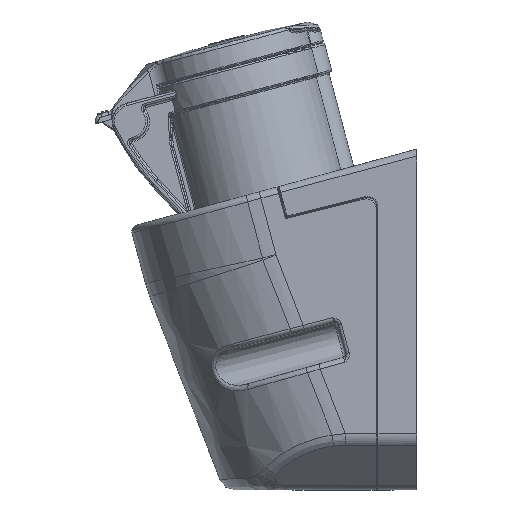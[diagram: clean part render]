
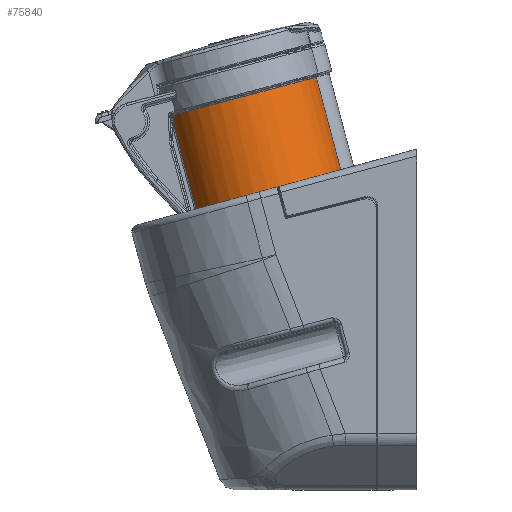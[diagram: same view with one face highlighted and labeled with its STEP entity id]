
A CAD part, left-side view. The second image highlights one B-rep face of the part: STEP entity #75840.
In plain terms, the highlighted cylindrical face has radius 24.05 mm (diameter 48.1 mm), a partial arc.
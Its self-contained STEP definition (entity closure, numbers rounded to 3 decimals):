
#117 = CARTESIAN_POINT ( 'NONE',  ( -9.778, 73.771, 7.893 ) ) ;
#874 = DIRECTION ( 'NONE',  ( 0., -0.255, -0.967 ) ) ;
#1641 = VERTEX_POINT ( 'NONE', #73177 ) ;
#1828 = VERTEX_POINT ( 'NONE', #66952 ) ;
#4051 = DIRECTION ( 'NONE',  ( 0., 0.967, -0.255 ) ) ;
#4196 = ORIENTED_EDGE ( 'NONE', *, *, #83423, .T. ) ;
#4782 = DIRECTION ( 'NONE',  ( 0., -0.255, -0.967 ) ) ;
#5306 = ORIENTED_EDGE ( 'NONE', *, *, #69712, .T. ) ;
#6469 = CARTESIAN_POINT ( 'NONE',  ( -11.407, 73.502, 10.004 ) ) ;
#6767 = AXIS2_PLACEMENT_3D ( 'NONE', #87375, #45781, #4051 ) ;
#7230 = B_SPLINE_CURVE_WITH_KNOTS ( 'NONE', 3,
 ( #75310, #47926, #61958, #20074, #68921, #27150, #75932, #34160, #82852, #41195, #89812, #48216, #6469, #55245, #13375, #62247, #20377, #69223, #27435, #76222, #34457, #83154 ),
 .UNSPECIFIED., .F., .F.,
 ( 4, 1, 1, 2, 2, 2, 2, 2, 2, 2, 2, 4 ),
 ( 0., 0.125, 0.188, 0.219, 0.25, 0.375, 0.438, 0.5, 0.625, 0.688, 0.75, 1. ),
 .UNSPECIFIED. ) ;
#10299 = CARTESIAN_POINT ( 'NONE',  ( -9.66, 73.73, 7.531 ) ) ;
#12083 = CARTESIAN_POINT ( 'NONE',  ( -13.867, 72.147, 10.808 ) ) ;
#13375 = CARTESIAN_POINT ( 'NONE',  ( -11.087, 73.616, 9.771 ) ) ;
#14336 = EDGE_CURVE ( 'NONE', #1828, #52371, #61615, .T. ) ;
#16887 = CARTESIAN_POINT ( 'NONE',  ( 0., 45.275, -13.947 ) ) ;
#17370 = CARTESIAN_POINT ( 'NONE',  ( -14.3, 71.839, 10.897 ) ) ;
#17500 = EDGE_CURVE ( 'NONE', #1641, #89408, #50163, .T. ) ;
#18356 = CARTESIAN_POINT ( 'NONE',  ( 0., 69.809, 78.912 ) ) ;
#18584 = CARTESIAN_POINT ( 'NONE',  ( -9.6, 73.563, 6.797 ) ) ;
#18933 = CARTESIAN_POINT ( 'NONE',  ( -12.969, 72.719, 10.64 ) ) ;
#19945 = CARTESIAN_POINT ( 'NONE',  ( -13.423, 72.44, 10.722 ) ) ;
#20074 = CARTESIAN_POINT ( 'NONE',  ( -12.382, 73.056, 10.488 ) ) ;
#20377 = CARTESIAN_POINT ( 'NONE',  ( -10.851, 73.685, 9.562 ) ) ;
#21856 = AXIS2_PLACEMENT_3D ( 'NONE', #16887, #65737, #23917 ) ;
#23252 = AXIS2_PLACEMENT_3D ( 'NONE', #18356, #4782, #88114 ) ;
#23917 = DIRECTION ( 'NONE',  ( 0., -0.967, 0.255 ) ) ;
#24283 = CARTESIAN_POINT ( 'NONE',  ( -9.6, 73.563, 6.797 ) ) ;
#25843 = CARTESIAN_POINT ( 'NONE',  ( -14.3, 71.839, 10.897 ) ) ;
#26396 = VERTEX_POINT ( 'NONE', #49090 ) ;
#27150 = CARTESIAN_POINT ( 'NONE',  ( -12.211, 73.144, 10.424 ) ) ;
#27435 = CARTESIAN_POINT ( 'NONE',  ( -10.683, 73.728, 9.395 ) ) ;
#27773 = CARTESIAN_POINT ( 'NONE',  ( -10.062, 73.811, 8.546 ) ) ;
#32356 = LINE ( 'NONE', #33451, #65106 ) ;
#32432 = CIRCLE ( 'NONE', #21856, 24.05 ) ;
#32806 = EDGE_LOOP ( 'NONE', ( #4196, #61736, #84808, #68904, #5306, #58217, #73131, #41742, #37817 ) ) ;
#33238 = VERTEX_POINT ( 'NONE', #25843 ) ;
#33451 = CARTESIAN_POINT ( 'NONE',  ( -9.6, 91.128, 73.279 ) ) ;
#34160 = CARTESIAN_POINT ( 'NONE',  ( -12.004, 73.247, 10.339 ) ) ;
#34457 = CARTESIAN_POINT ( 'NONE',  ( -10.218, 73.812, 8.831 ) ) ;
#34781 = CARTESIAN_POINT ( 'NONE',  ( -9.968, 73.798, 8.325 ) ) ;
#37817 = ORIENTED_EDGE ( 'NONE', *, *, #70280, .T. ) ;
#38173 = CARTESIAN_POINT ( 'NONE',  ( -14.3, 71.838, 10.892 ) ) ;
#39598 = DIRECTION ( 'NONE',  ( 0., -0.255, -0.967 ) ) ;
#41195 = CARTESIAN_POINT ( 'NONE',  ( -11.666, 73.398, 10.164 ) ) ;
#41742 = ORIENTED_EDGE ( 'NONE', *, *, #17500, .T. ) ;
#41826 = CARTESIAN_POINT ( 'NONE',  ( -9.873, 73.784, 8.108 ) ) ;
#44579 = LINE ( 'NONE', #81274, #81538 ) ;
#45781 = DIRECTION ( 'NONE',  ( 0., -0.255, -0.967 ) ) ;
#47926 = CARTESIAN_POINT ( 'NONE',  ( -12.829, 72.805, 10.615 ) ) ;
#48216 = CARTESIAN_POINT ( 'NONE',  ( -11.47, 73.478, 10.045 ) ) ;
#49090 = CARTESIAN_POINT ( 'NONE',  ( -9.6, 66.594, -19.579 ) ) ;
#50163 = CIRCLE ( 'NONE', #6767, 24.05 ) ;
#52371 = VERTEX_POINT ( 'NONE', #57977 ) ;
#52774 = CARTESIAN_POINT ( 'NONE',  ( -5.14, 22.56, -7.945 ) ) ;
#54822 = CARTESIAN_POINT ( 'NONE',  ( -14.3, 71.839, 10.897 ) ) ;
#55245 = CARTESIAN_POINT ( 'NONE',  ( -11.212, 73.574, 9.868 ) ) ;
#55826 = VERTEX_POINT ( 'NONE', #18933 ) ;
#57267 = B_SPLINE_CURVE_WITH_KNOTS ( 'NONE', 3,
 ( #38173, #86834, #59261, #17370 ),
 .UNSPECIFIED., .F., .F.,
 ( 4, 4 ),
 ( 0., 1. ),
 .UNSPECIFIED. ) ;
#57977 = CARTESIAN_POINT ( 'NONE',  ( -9.778, 73.771, 7.893 ) ) ;
#58217 = ORIENTED_EDGE ( 'NONE', *, *, #87710, .T. ) ;
#59142 = CARTESIAN_POINT ( 'NONE',  ( -9.778, 73.771, 7.893 ) ) ;
#59261 = CARTESIAN_POINT ( 'NONE',  ( -14.3, 71.838, 10.895 ) ) ;
#60360 = EDGE_CURVE ( 'NONE', #52371, #82023, #62887, .T. ) ;
#61615 = B_SPLINE_CURVE_WITH_KNOTS ( 'NONE', 3,
 ( #27773, #34781, #41826, #117 ),
 .UNSPECIFIED., .F., .F.,
 ( 4, 4 ),
 ( 0., 1. ),
 .UNSPECIFIED. ) ;
#61736 = ORIENTED_EDGE ( 'NONE', *, *, #75570, .T. ) ;
#61958 = CARTESIAN_POINT ( 'NONE',  ( -12.621, 72.927, 10.565 ) ) ;
#62247 = CARTESIAN_POINT ( 'NONE',  ( -10.909, 73.669, 9.615 ) ) ;
#62503 = CYLINDRICAL_SURFACE ( 'NONE', #23252, 24.05 ) ;
#62887 = B_SPLINE_CURVE_WITH_KNOTS ( 'NONE', 3,
 ( #59142, #10299, #66100, #24283 ),
 .UNSPECIFIED., .F., .F.,
 ( 4, 4 ),
 ( 0., 1. ),
 .UNSPECIFIED. ) ;
#63516 = B_SPLINE_CURVE_WITH_KNOTS ( 'NONE', 3,
 ( #54822, #12083, #19945, #68802 ),
 .UNSPECIFIED., .F., .F.,
 ( 4, 4 ),
 ( 0., 1. ),
 .UNSPECIFIED. ) ;
#64667 = FACE_OUTER_BOUND ( 'NONE', #32806, .T. ) ;
#65106 = VECTOR ( 'NONE', #874, 1000. ) ;
#65737 = DIRECTION ( 'NONE',  ( 0., 0.255, 0.967 ) ) ;
#66100 = CARTESIAN_POINT ( 'NONE',  ( -9.6, 73.66, 7.166 ) ) ;
#66952 = CARTESIAN_POINT ( 'NONE',  ( -10.062, 73.811, 8.546 ) ) ;
#68802 = CARTESIAN_POINT ( 'NONE',  ( -12.969, 72.719, 10.64 ) ) ;
#68904 = ORIENTED_EDGE ( 'NONE', *, *, #60360, .T. ) ;
#68921 = CARTESIAN_POINT ( 'NONE',  ( -12.279, 73.109, 10.45 ) ) ;
#69223 = CARTESIAN_POINT ( 'NONE',  ( -10.737, 73.715, 9.451 ) ) ;
#69712 = EDGE_CURVE ( 'NONE', #82023, #26396, #32356, .T. ) ;
#70280 = EDGE_CURVE ( 'NONE', #89408, #33238, #57267, .T. ) ;
#73131 = ORIENTED_EDGE ( 'NONE', *, *, #86662, .F. ) ;
#73177 = CARTESIAN_POINT ( 'NONE',  ( -5.14, 30.427, 21.833 ) ) ;
#73889 = CARTESIAN_POINT ( 'NONE',  ( -14.3, 71.838, 10.892 ) ) ;
#75310 = CARTESIAN_POINT ( 'NONE',  ( -12.969, 72.719, 10.64 ) ) ;
#75570 = EDGE_CURVE ( 'NONE', #55826, #1828, #7230, .T. ) ;
#75840 = ADVANCED_FACE ( 'NONE', ( #64667 ), #62503, .T. ) ;
#75932 = CARTESIAN_POINT ( 'NONE',  ( -12.179, 73.16, 10.411 ) ) ;
#76222 = CARTESIAN_POINT ( 'NONE',  ( -10.407, 73.789, 9.093 ) ) ;
#81052 = VERTEX_POINT ( 'NONE', #52774 ) ;
#81274 = CARTESIAN_POINT ( 'NONE',  ( -5.14, 47.094, 84.913 ) ) ;
#81538 = VECTOR ( 'NONE', #39598, 1000. ) ;
#82023 = VERTEX_POINT ( 'NONE', #18584 ) ;
#82852 = CARTESIAN_POINT ( 'NONE',  ( -11.867, 73.311, 10.273 ) ) ;
#83154 = CARTESIAN_POINT ( 'NONE',  ( -10.062, 73.811, 8.546 ) ) ;
#83423 = EDGE_CURVE ( 'NONE', #33238, #55826, #63516, .T. ) ;
#84808 = ORIENTED_EDGE ( 'NONE', *, *, #14336, .T. ) ;
#86662 = EDGE_CURVE ( 'NONE', #1641, #81052, #44579, .T. ) ;
#86834 = CARTESIAN_POINT ( 'NONE',  ( -14.3, 71.838, 10.894 ) ) ;
#87375 = CARTESIAN_POINT ( 'NONE',  ( 0., 53.142, 15.832 ) ) ;
#87710 = EDGE_CURVE ( 'NONE', #26396, #81052, #32432, .T. ) ;
#88114 = DIRECTION ( 'NONE',  ( 0., 0.967, -0.255 ) ) ;
#89408 = VERTEX_POINT ( 'NONE', #73889 ) ;
#89812 = CARTESIAN_POINT ( 'NONE',  ( -11.6, 73.425, 10.126 ) ) ;
